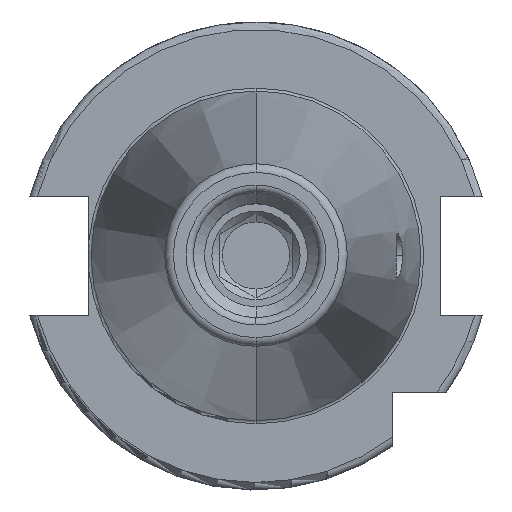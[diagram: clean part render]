
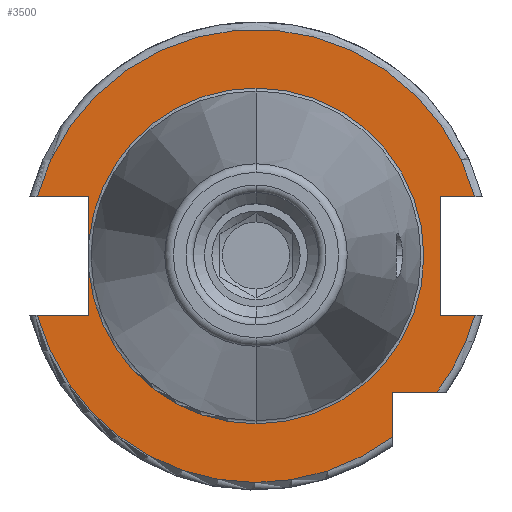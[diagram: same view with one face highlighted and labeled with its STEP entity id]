
A CAD part, top view. The second image highlights one B-rep face of the part: STEP entity #3500.
In plain terms, the highlighted planar face has unit normal (0, 0, 1).
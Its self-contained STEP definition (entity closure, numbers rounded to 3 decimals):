
#635=CARTESIAN_POINT('',(0,0,15.9));
#636=DIRECTION('',(0,0,1));
#637=DIRECTION('',(0.965,0.262,0));
#638=AXIS2_PLACEMENT_3D('',#635,#636,#637);
#686=CARTESIAN_POINT('',(0,0,15.9));
#687=DIRECTION('',(0,0,1));
#688=DIRECTION('',(-0.965,-0.262,0));
#689=AXIS2_PLACEMENT_3D('',#686,#687,#688);
#702=DIRECTION('',(1,0,0));
#703=VECTOR('',#702,7.004);
#704=CARTESIAN_POINT('',(-29.704,-8.05,15.9));
#705=LINE('',#704,#703);
#706=DIRECTION('',(0,1,0));
#707=VECTOR('',#706,5.917);
#708=CARTESIAN_POINT('',(-22.7,-8.05,15.9));
#709=LINE('',#708,#707);
#710=DIRECTION('',(0,1,0));
#711=VECTOR('',#710,5.917);
#712=CARTESIAN_POINT('',(-22.7,2.133,15.9));
#713=LINE('',#712,#711);
#714=DIRECTION('',(1,0,0));
#715=VECTOR('',#714,7.004);
#716=CARTESIAN_POINT('',(-29.704,8.05,15.9));
#717=LINE('',#716,#715);
#718=DIRECTION('',(-1,0,0));
#719=VECTOR('',#718,4.704);
#720=CARTESIAN_POINT('',(29.704,8.05,15.9));
#721=LINE('',#720,#719);
#722=DIRECTION('',(0,-1,0));
#723=VECTOR('',#722,16.1);
#724=CARTESIAN_POINT('',(25,8.05,15.9));
#725=LINE('',#724,#723);
#726=DIRECTION('',(-1,0,0));
#727=VECTOR('',#726,4.704);
#728=CARTESIAN_POINT('',(29.704,-8.05,15.9));
#729=LINE('',#728,#727);
#730=CARTESIAN_POINT('',(0,0,15.9));
#731=DIRECTION('',(0,0,1));
#732=DIRECTION('',(0.799,-0.601,0));
#733=AXIS2_PLACEMENT_3D('',#730,#731,#732);
#735=DIRECTION('',(-1,0,0));
#736=VECTOR('',#735,6.094);
#737=CARTESIAN_POINT('',(24.594,-18.5,15.9));
#738=LINE('',#737,#736);
#739=DIRECTION('',(0,1,0));
#740=VECTOR('',#739,6.094);
#741=CARTESIAN_POINT('',(18.5,-24.594,15.9));
#742=LINE('',#741,#740);
#753=CARTESIAN_POINT('',(0,0,15.9));
#754=DIRECTION('',(0,0,1));
#755=DIRECTION('',(0,1,0));
#756=AXIS2_PLACEMENT_3D('',#753,#754,#755);
#768=CARTESIAN_POINT('',(0,0,15.9));
#769=DIRECTION('',(0,0,1));
#770=DIRECTION('',(-0.996,-0.094,0));
#771=AXIS2_PLACEMENT_3D('',#768,#769,#770);
#773=CARTESIAN_POINT('',(0,0,15.9));
#774=DIRECTION('',(0,0,-1));
#775=DIRECTION('',(0,1,0));
#776=AXIS2_PLACEMENT_3D('',#773,#774,#775);
#2310=CARTESIAN_POINT('',(0,22.8,15.9));
#2312=VERTEX_POINT('',#2310);
#2332=CARTESIAN_POINT('',(0,-22.8,15.9));
#2334=VERTEX_POINT('',#2332);
#2480=CARTESIAN_POINT('',(-29.704,-8.05,15.9));
#2481=CARTESIAN_POINT('',(-22.7,-8.05,15.9));
#2482=VERTEX_POINT('',#2480);
#2483=VERTEX_POINT('',#2481);
#2484=CARTESIAN_POINT('',(-22.7,-2.133,15.9));
#2485=VERTEX_POINT('',#2484);
#2486=CARTESIAN_POINT('',(-22.7,2.133,15.9));
#2487=CARTESIAN_POINT('',(-22.7,8.05,15.9));
#2488=VERTEX_POINT('',#2486);
#2489=VERTEX_POINT('',#2487);
#2490=CARTESIAN_POINT('',(-29.704,8.05,15.9));
#2491=VERTEX_POINT('',#2490);
#2492=CARTESIAN_POINT('',(25,8.05,15.9));
#2493=CARTESIAN_POINT('',(25,-8.05,15.9));
#2494=VERTEX_POINT('',#2492);
#2495=VERTEX_POINT('',#2493);
#2496=CARTESIAN_POINT('',(29.704,-8.05,15.9));
#2497=VERTEX_POINT('',#2496);
#2498=CARTESIAN_POINT('',(29.704,8.05,15.9));
#2499=VERTEX_POINT('',#2498);
#2500=CARTESIAN_POINT('',(18.5,-24.594,15.9));
#2501=CARTESIAN_POINT('',(18.5,-18.5,15.9));
#2502=VERTEX_POINT('',#2500);
#2503=VERTEX_POINT('',#2501);
#2504=CARTESIAN_POINT('',(24.594,-18.5,15.9));
#2505=VERTEX_POINT('',#2504);
#3473=CARTESIAN_POINT('',(0,0,15.9));
#3474=DIRECTION('',(0,0,-1));
#3475=DIRECTION('',(0,-1,0));
#3476=AXIS2_PLACEMENT_3D('',#3473,#3474,#3475);
#3477=PLANE('',#3476);
#3478=ORIENTED_EDGE('',*,*,#2850,.T.);
#3479=ORIENTED_EDGE('',*,*,#2889,.T.);
#3481=ORIENTED_EDGE('',*,*,#3480,.T.);
#3483=ORIENTED_EDGE('',*,*,#3482,.F.);
#3485=ORIENTED_EDGE('',*,*,#3484,.T.);
#3486=ORIENTED_EDGE('',*,*,#2885,.T.);
#3487=ORIENTED_EDGE('',*,*,#2923,.F.);
#3488=ORIENTED_EDGE('',*,*,#3451,.F.);
#3490=ORIENTED_EDGE('',*,*,#3489,.T.);
#3492=ORIENTED_EDGE('',*,*,#3491,.T.);
#3493=ORIENTED_EDGE('',*,*,#2999,.F.);
#3494=ORIENTED_EDGE('',*,*,#3441,.F.);
#3495=ORIENTED_EDGE('',*,*,#3056,.T.);
#3496=ORIENTED_EDGE('',*,*,#3107,.F.);
#3497=ORIENTED_EDGE('',*,*,#3467,.F.);
#3498=EDGE_LOOP('',(#3478,#3479,#3481,#3483,#3485,#3486,#3487,#3488,#3490,#3492,
#3493,#3494,#3495,#3496,#3497));
#3499=FACE_OUTER_BOUND('',#3498,.F.);
#3500=ADVANCED_FACE('',(#3499),#3477,.F.);
#639=CIRCLE('',#638,30.775);
#690=CIRCLE('',#689,30.775);
#734=CIRCLE('',#733,30.775);
#757=CIRCLE('',#756,22.8);
#772=CIRCLE('',#771,22.8);
#777=CIRCLE('',#776,22.8);
#2850=EDGE_CURVE('',#2482,#2483,#705,.T.);
#2885=EDGE_CURVE('',#2488,#2489,#713,.T.);
#2889=EDGE_CURVE('',#2483,#2485,#709,.T.);
#2923=EDGE_CURVE('',#2491,#2489,#717,.T.);
#2999=EDGE_CURVE('',#2497,#2495,#729,.T.);
#3056=EDGE_CURVE('',#2505,#2503,#738,.T.);
#3107=EDGE_CURVE('',#2502,#2503,#742,.T.);
#3441=EDGE_CURVE('',#2505,#2497,#734,.T.);
#3451=EDGE_CURVE('',#2499,#2491,#639,.T.);
#3467=EDGE_CURVE('',#2482,#2502,#690,.T.);
#3480=EDGE_CURVE('',#2485,#2334,#772,.T.);
#3482=EDGE_CURVE('',#2312,#2334,#777,.T.);
#3484=EDGE_CURVE('',#2312,#2488,#757,.T.);
#3489=EDGE_CURVE('',#2499,#2494,#721,.T.);
#3491=EDGE_CURVE('',#2494,#2495,#725,.T.);
